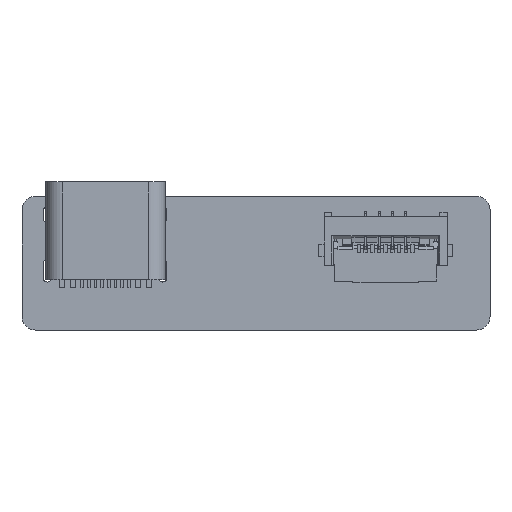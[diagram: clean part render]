
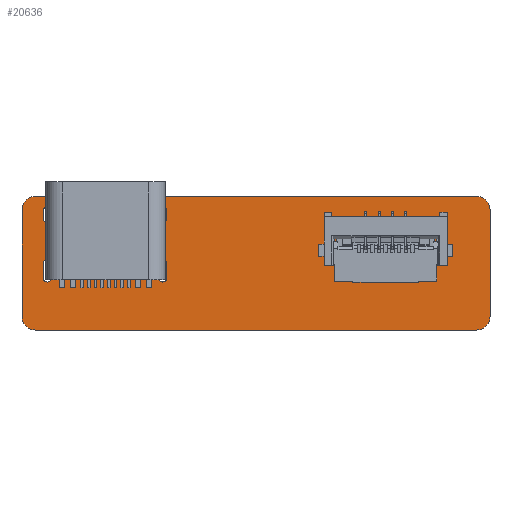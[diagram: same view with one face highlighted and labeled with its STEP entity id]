
A CAD part, top view. The second image highlights one B-rep face of the part: STEP entity #20636.
In plain terms, the highlighted planar face has unit normal (0, 0, 1).
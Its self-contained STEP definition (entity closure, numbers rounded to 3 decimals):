
#20321 = VERTEX_POINT('',#20322);
#20322 = CARTESIAN_POINT('',(177.5,-31.5,1.6));
#20328 = EDGE_CURVE('',#20321,#20329,#20331,.T.);
#20329 = VERTEX_POINT('',#20330);
#20330 = CARTESIAN_POINT('',(178.5,-32.5,1.6));
#20331 = CIRCLE('',#20332,1.);
#20332 = AXIS2_PLACEMENT_3D('',#20333,#20334,#20335);
#20333 = CARTESIAN_POINT('',(177.5,-32.5,1.6));
#20334 = DIRECTION('',(0.,0.,-1.));
#20335 = DIRECTION('',(0.,1.,0.));
#20363 = VERTEX_POINT('',#20364);
#20364 = CARTESIAN_POINT('',(144.5,-31.5,1.6));
#20370 = EDGE_CURVE('',#20363,#20321,#20371,.T.);
#20371 = LINE('',#20372,#20373);
#20372 = CARTESIAN_POINT('',(144.5,-31.5,1.6));
#20373 = VECTOR('',#20374,1.);
#20374 = DIRECTION('',(1.,0.,0.));
#20392 = EDGE_CURVE('',#20329,#20393,#20395,.T.);
#20393 = VERTEX_POINT('',#20394);
#20394 = CARTESIAN_POINT('',(178.5,-40.5,1.6));
#20395 = LINE('',#20396,#20397);
#20396 = CARTESIAN_POINT('',(178.5,-32.5,1.6));
#20397 = VECTOR('',#20398,1.);
#20398 = DIRECTION('',(0.,-1.,0.));
#20636 = ADVANCED_FACE('',(#20637,#20683,#20719,#20730,#20741,#20777,
    #20813),#20849,.T.);
#20637 = FACE_BOUND('',#20638,.T.);
#20638 = EDGE_LOOP('',(#20639,#20640,#20641,#20650,#20658,#20667,#20675,
    #20682));
#20639 = ORIENTED_EDGE('',*,*,#20328,.F.);
#20640 = ORIENTED_EDGE('',*,*,#20370,.F.);
#20641 = ORIENTED_EDGE('',*,*,#20642,.F.);
#20642 = EDGE_CURVE('',#20643,#20363,#20645,.T.);
#20643 = VERTEX_POINT('',#20644);
#20644 = CARTESIAN_POINT('',(143.5,-32.5,1.6));
#20645 = CIRCLE('',#20646,1.);
#20646 = AXIS2_PLACEMENT_3D('',#20647,#20648,#20649);
#20647 = CARTESIAN_POINT('',(144.5,-32.5,1.6));
#20648 = DIRECTION('',(0.,0.,-1.));
#20649 = DIRECTION('',(-1.,0.,-0.));
#20650 = ORIENTED_EDGE('',*,*,#20651,.F.);
#20651 = EDGE_CURVE('',#20652,#20643,#20654,.T.);
#20652 = VERTEX_POINT('',#20653);
#20653 = CARTESIAN_POINT('',(143.5,-40.5,1.6));
#20654 = LINE('',#20655,#20656);
#20655 = CARTESIAN_POINT('',(143.5,-40.5,1.6));
#20656 = VECTOR('',#20657,1.);
#20657 = DIRECTION('',(0.,1.,0.));
#20658 = ORIENTED_EDGE('',*,*,#20659,.F.);
#20659 = EDGE_CURVE('',#20660,#20652,#20662,.T.);
#20660 = VERTEX_POINT('',#20661);
#20661 = CARTESIAN_POINT('',(144.5,-41.5,1.6));
#20662 = CIRCLE('',#20663,1.);
#20663 = AXIS2_PLACEMENT_3D('',#20664,#20665,#20666);
#20664 = CARTESIAN_POINT('',(144.5,-40.5,1.6));
#20665 = DIRECTION('',(0.,0.,-1.));
#20666 = DIRECTION('',(0.,-1.,0.));
#20667 = ORIENTED_EDGE('',*,*,#20668,.F.);
#20668 = EDGE_CURVE('',#20669,#20660,#20671,.T.);
#20669 = VERTEX_POINT('',#20670);
#20670 = CARTESIAN_POINT('',(177.5,-41.5,1.6));
#20671 = LINE('',#20672,#20673);
#20672 = CARTESIAN_POINT('',(177.5,-41.5,1.6));
#20673 = VECTOR('',#20674,1.);
#20674 = DIRECTION('',(-1.,0.,0.));
#20675 = ORIENTED_EDGE('',*,*,#20676,.F.);
#20676 = EDGE_CURVE('',#20393,#20669,#20677,.T.);
#20677 = CIRCLE('',#20678,1.);
#20678 = AXIS2_PLACEMENT_3D('',#20679,#20680,#20681);
#20679 = CARTESIAN_POINT('',(177.5,-40.5,1.6));
#20680 = DIRECTION('',(0.,0.,-1.));
#20681 = DIRECTION('',(1.,0.,0.));
#20682 = ORIENTED_EDGE('',*,*,#20392,.F.);
#20683 = FACE_BOUND('',#20684,.T.);
#20684 = EDGE_LOOP('',(#20685,#20696,#20704,#20713));
#20685 = ORIENTED_EDGE('',*,*,#20686,.T.);
#20686 = EDGE_CURVE('',#20687,#20689,#20691,.T.);
#20687 = VERTEX_POINT('',#20688);
#20688 = CARTESIAN_POINT('',(145.095,-36.51,1.6));
#20689 = VERTEX_POINT('',#20690);
#20690 = CARTESIAN_POINT('',(145.695,-36.51,1.6));
#20691 = CIRCLE('',#20692,0.3);
#20692 = AXIS2_PLACEMENT_3D('',#20693,#20694,#20695);
#20693 = CARTESIAN_POINT('',(145.395,-36.51,1.6));
#20694 = DIRECTION('',(0.,-0.,-1.));
#20695 = DIRECTION('',(1.,0.,-0.));
#20696 = ORIENTED_EDGE('',*,*,#20697,.T.);
#20697 = EDGE_CURVE('',#20689,#20698,#20700,.T.);
#20698 = VERTEX_POINT('',#20699);
#20699 = CARTESIAN_POINT('',(145.695,-37.61,1.6));
#20700 = LINE('',#20701,#20702);
#20701 = CARTESIAN_POINT('',(145.695,-18.805,1.6));
#20702 = VECTOR('',#20703,1.);
#20703 = DIRECTION('',(0.,-1.,0.));
#20704 = ORIENTED_EDGE('',*,*,#20705,.T.);
#20705 = EDGE_CURVE('',#20698,#20706,#20708,.T.);
#20706 = VERTEX_POINT('',#20707);
#20707 = CARTESIAN_POINT('',(145.095,-37.61,1.6));
#20708 = CIRCLE('',#20709,0.3);
#20709 = AXIS2_PLACEMENT_3D('',#20710,#20711,#20712);
#20710 = CARTESIAN_POINT('',(145.395,-37.61,1.6));
#20711 = DIRECTION('',(-0.,0.,-1.));
#20712 = DIRECTION('',(-1.,0.,0.));
#20713 = ORIENTED_EDGE('',*,*,#20714,.T.);
#20714 = EDGE_CURVE('',#20706,#20687,#20715,.T.);
#20715 = LINE('',#20716,#20717);
#20716 = CARTESIAN_POINT('',(145.095,-18.255,1.6));
#20717 = VECTOR('',#20718,1.);
#20718 = DIRECTION('',(-0.,1.,0.));
#20719 = FACE_BOUND('',#20720,.T.);
#20720 = EDGE_LOOP('',(#20721));
#20721 = ORIENTED_EDGE('',*,*,#20722,.T.);
#20722 = EDGE_CURVE('',#20723,#20723,#20725,.T.);
#20723 = VERTEX_POINT('',#20724);
#20724 = CARTESIAN_POINT('',(146.825,-36.855,1.6));
#20725 = CIRCLE('',#20726,0.325);
#20726 = AXIS2_PLACEMENT_3D('',#20727,#20728,#20729);
#20727 = CARTESIAN_POINT('',(146.825,-36.53,1.6));
#20728 = DIRECTION('',(-0.,0.,-1.));
#20729 = DIRECTION('',(-0.,-1.,0.));
#20730 = FACE_BOUND('',#20731,.T.);
#20731 = EDGE_LOOP('',(#20732));
#20732 = ORIENTED_EDGE('',*,*,#20733,.T.);
#20733 = EDGE_CURVE('',#20734,#20734,#20736,.T.);
#20734 = VERTEX_POINT('',#20735);
#20735 = CARTESIAN_POINT('',(152.605,-36.855,1.6));
#20736 = CIRCLE('',#20737,0.325);
#20737 = AXIS2_PLACEMENT_3D('',#20738,#20739,#20740);
#20738 = CARTESIAN_POINT('',(152.605,-36.53,1.6));
#20739 = DIRECTION('',(-0.,0.,-1.));
#20740 = DIRECTION('',(0.,-1.,0.));
#20741 = FACE_BOUND('',#20742,.T.);
#20742 = EDGE_LOOP('',(#20743,#20754,#20762,#20771));
#20743 = ORIENTED_EDGE('',*,*,#20744,.T.);
#20744 = EDGE_CURVE('',#20745,#20747,#20749,.T.);
#20745 = VERTEX_POINT('',#20746);
#20746 = CARTESIAN_POINT('',(153.735,-36.51,1.6));
#20747 = VERTEX_POINT('',#20748);
#20748 = CARTESIAN_POINT('',(154.335,-36.51,1.6));
#20749 = CIRCLE('',#20750,0.3);
#20750 = AXIS2_PLACEMENT_3D('',#20751,#20752,#20753);
#20751 = CARTESIAN_POINT('',(154.035,-36.51,1.6));
#20752 = DIRECTION('',(0.,-0.,-1.));
#20753 = DIRECTION('',(1.,0.,-0.));
#20754 = ORIENTED_EDGE('',*,*,#20755,.T.);
#20755 = EDGE_CURVE('',#20747,#20756,#20758,.T.);
#20756 = VERTEX_POINT('',#20757);
#20757 = CARTESIAN_POINT('',(154.335,-37.61,1.6));
#20758 = LINE('',#20759,#20760);
#20759 = CARTESIAN_POINT('',(154.335,-18.805,1.6));
#20760 = VECTOR('',#20761,1.);
#20761 = DIRECTION('',(0.,-1.,0.));
#20762 = ORIENTED_EDGE('',*,*,#20763,.T.);
#20763 = EDGE_CURVE('',#20756,#20764,#20766,.T.);
#20764 = VERTEX_POINT('',#20765);
#20765 = CARTESIAN_POINT('',(153.735,-37.61,1.6));
#20766 = CIRCLE('',#20767,0.3);
#20767 = AXIS2_PLACEMENT_3D('',#20768,#20769,#20770);
#20768 = CARTESIAN_POINT('',(154.035,-37.61,1.6));
#20769 = DIRECTION('',(-0.,0.,-1.));
#20770 = DIRECTION('',(-1.,0.,0.));
#20771 = ORIENTED_EDGE('',*,*,#20772,.T.);
#20772 = EDGE_CURVE('',#20764,#20745,#20773,.T.);
#20773 = LINE('',#20774,#20775);
#20774 = CARTESIAN_POINT('',(153.735,-18.255,1.6));
#20775 = VECTOR('',#20776,1.);
#20776 = DIRECTION('',(-0.,1.,0.));
#20777 = FACE_BOUND('',#20778,.T.);
#20778 = EDGE_LOOP('',(#20779,#20790,#20798,#20807));
#20779 = ORIENTED_EDGE('',*,*,#20780,.T.);
#20780 = EDGE_CURVE('',#20781,#20783,#20785,.T.);
#20781 = VERTEX_POINT('',#20782);
#20782 = CARTESIAN_POINT('',(145.095,-32.58,1.6));
#20783 = VERTEX_POINT('',#20784);
#20784 = CARTESIAN_POINT('',(145.695,-32.58,1.6));
#20785 = CIRCLE('',#20786,0.3);
#20786 = AXIS2_PLACEMENT_3D('',#20787,#20788,#20789);
#20787 = CARTESIAN_POINT('',(145.395,-32.58,1.6));
#20788 = DIRECTION('',(0.,-0.,-1.));
#20789 = DIRECTION('',(1.,0.,-0.));
#20790 = ORIENTED_EDGE('',*,*,#20791,.T.);
#20791 = EDGE_CURVE('',#20783,#20792,#20794,.T.);
#20792 = VERTEX_POINT('',#20793);
#20793 = CARTESIAN_POINT('',(145.695,-33.18,1.6));
#20794 = LINE('',#20795,#20796);
#20795 = CARTESIAN_POINT('',(145.695,-16.59,1.6));
#20796 = VECTOR('',#20797,1.);
#20797 = DIRECTION('',(0.,-1.,0.));
#20798 = ORIENTED_EDGE('',*,*,#20799,.T.);
#20799 = EDGE_CURVE('',#20792,#20800,#20802,.T.);
#20800 = VERTEX_POINT('',#20801);
#20801 = CARTESIAN_POINT('',(145.095,-33.18,1.6));
#20802 = CIRCLE('',#20803,0.3);
#20803 = AXIS2_PLACEMENT_3D('',#20804,#20805,#20806);
#20804 = CARTESIAN_POINT('',(145.395,-33.18,1.6));
#20805 = DIRECTION('',(-0.,0.,-1.));
#20806 = DIRECTION('',(-1.,0.,0.));
#20807 = ORIENTED_EDGE('',*,*,#20808,.T.);
#20808 = EDGE_CURVE('',#20800,#20781,#20809,.T.);
#20809 = LINE('',#20810,#20811);
#20810 = CARTESIAN_POINT('',(145.095,-16.29,1.6));
#20811 = VECTOR('',#20812,1.);
#20812 = DIRECTION('',(-0.,1.,0.));
#20813 = FACE_BOUND('',#20814,.T.);
#20814 = EDGE_LOOP('',(#20815,#20826,#20834,#20843));
#20815 = ORIENTED_EDGE('',*,*,#20816,.T.);
#20816 = EDGE_CURVE('',#20817,#20819,#20821,.T.);
#20817 = VERTEX_POINT('',#20818);
#20818 = CARTESIAN_POINT('',(153.735,-32.58,1.6));
#20819 = VERTEX_POINT('',#20820);
#20820 = CARTESIAN_POINT('',(154.335,-32.58,1.6));
#20821 = CIRCLE('',#20822,0.3);
#20822 = AXIS2_PLACEMENT_3D('',#20823,#20824,#20825);
#20823 = CARTESIAN_POINT('',(154.035,-32.58,1.6));
#20824 = DIRECTION('',(0.,-0.,-1.));
#20825 = DIRECTION('',(1.,0.,-0.));
#20826 = ORIENTED_EDGE('',*,*,#20827,.T.);
#20827 = EDGE_CURVE('',#20819,#20828,#20830,.T.);
#20828 = VERTEX_POINT('',#20829);
#20829 = CARTESIAN_POINT('',(154.335,-33.18,1.6));
#20830 = LINE('',#20831,#20832);
#20831 = CARTESIAN_POINT('',(154.335,-16.59,1.6));
#20832 = VECTOR('',#20833,1.);
#20833 = DIRECTION('',(0.,-1.,0.));
#20834 = ORIENTED_EDGE('',*,*,#20835,.T.);
#20835 = EDGE_CURVE('',#20828,#20836,#20838,.T.);
#20836 = VERTEX_POINT('',#20837);
#20837 = CARTESIAN_POINT('',(153.735,-33.18,1.6));
#20838 = CIRCLE('',#20839,0.3);
#20839 = AXIS2_PLACEMENT_3D('',#20840,#20841,#20842);
#20840 = CARTESIAN_POINT('',(154.035,-33.18,1.6));
#20841 = DIRECTION('',(-0.,0.,-1.));
#20842 = DIRECTION('',(-1.,0.,0.));
#20843 = ORIENTED_EDGE('',*,*,#20844,.T.);
#20844 = EDGE_CURVE('',#20836,#20817,#20845,.T.);
#20845 = LINE('',#20846,#20847);
#20846 = CARTESIAN_POINT('',(153.735,-16.29,1.6));
#20847 = VECTOR('',#20848,1.);
#20848 = DIRECTION('',(-0.,1.,0.));
#20849 = PLANE('',#20850);
#20850 = AXIS2_PLACEMENT_3D('',#20851,#20852,#20853);
#20851 = CARTESIAN_POINT('',(0.,0.,1.6));
#20852 = DIRECTION('',(0.,0.,1.));
#20853 = DIRECTION('',(1.,0.,-0.));
